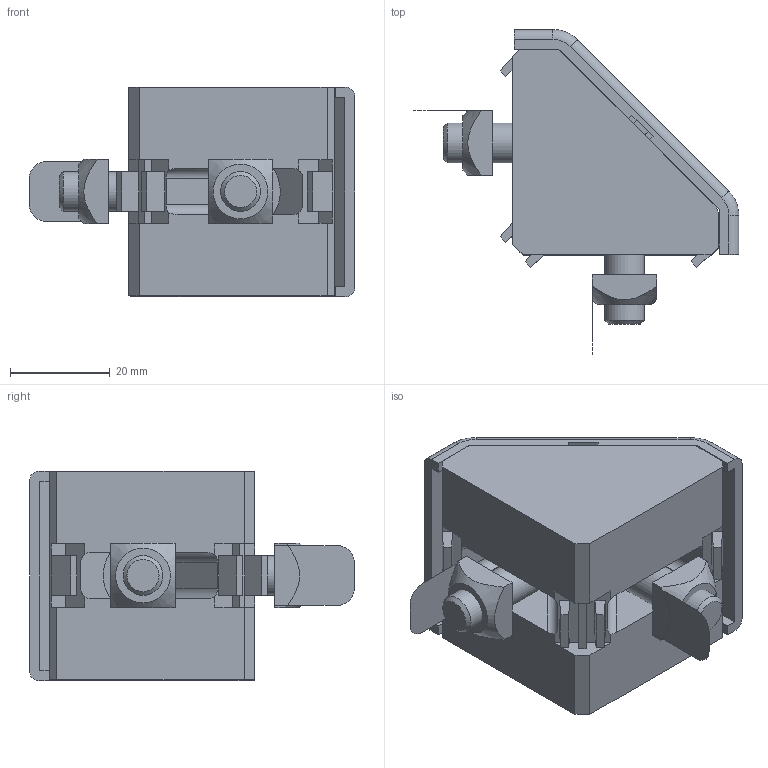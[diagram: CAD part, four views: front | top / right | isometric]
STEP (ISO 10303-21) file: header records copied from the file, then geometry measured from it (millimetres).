
FILE_DESCRIPTION(/* description */ ('Kątownik usztywniający 43x43 + Zaślepka'),/* implementation_level */ '2;1');
FILE_NAME(/* name */ 'K-304343Z.stp',/* time_stamp */ '2023-01-20T11:55:03+01:00',/* author */ ('aluteckkpl_am'),/* organization */ (''),/* preprocessor_version */ 'ST-DEVELOPER v18.1',/* originating_system */ 'Autodesk Inventor 2021',/* authorisation */ '');
FILE_SCHEMA (('CONFIG_CONTROL_DESIGN'));
Length unit declared in the file: millimetre
Products named in the file (6): 304343_ZP_2020; 200825; 215008; 210802; 304343; 304343Z
Assembly tree (8 placements, depth 2):
  304343_ZP_2020
    200825  x2
    215008  x2
    210802  x2
    304343
    304343Z
Bounding box: 65.49 x 65.3 x 42.2 mm (x, y, z)
Volume: 40507.2 mm3; surface area: 23083.6 mm2
Topology: 8 solids, 10 shells, 200 faces, 546 edges, 366 vertices
Faces by surface type: plane 145, cylinder 39, torus 8, cone 6, bspline 2
Full cylindrical faces by diameter (mm): 6.647 x2, 8 x2, 8.4 x2, 13 x2, 16 x2
Entity records: 5765 total; most frequent: CARTESIAN_POINT 1039, ORIENTED_EDGE 938, DIRECTION 936, EDGE_CURVE 472, LINE 344, VECTOR 344, VERTEX_POINT 313, AXIS2_PLACEMENT_3D 296
